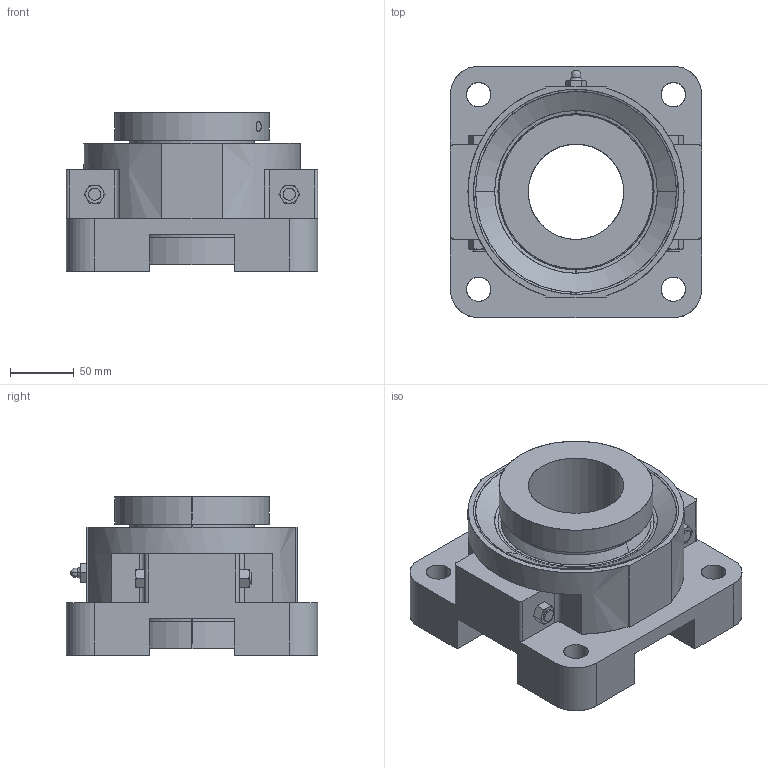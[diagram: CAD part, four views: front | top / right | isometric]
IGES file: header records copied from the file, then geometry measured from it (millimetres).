
Start section: SolidWorks IGES file using analytic representation for surfaces
Global section: file name: RFDEFAU0308919378335.igs; native system: SolidWorks 2013; preprocessor: SolidWorks 2013; author: partstream; date: 130308.091941; units: millimetre
Bounding box: 196.85 x 196.85 x 123.95 mm (x, y, z)
Surface area: 227365.4 mm2 (no closed solid volume)
Topology: 0 solids, 0 shells, 236 faces, 4244 edges, 4258 vertices
Faces by surface type: bspline 119, revolution 117
